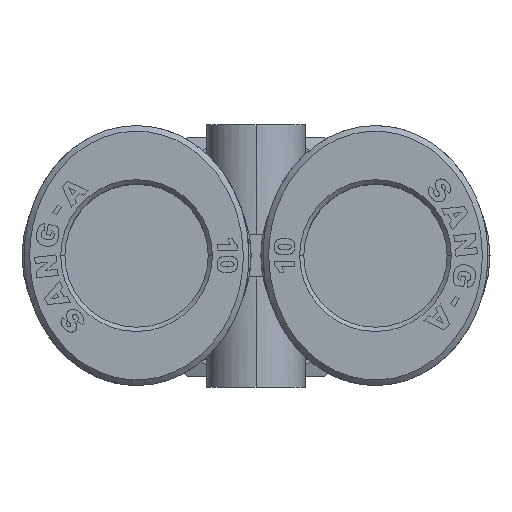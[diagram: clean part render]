
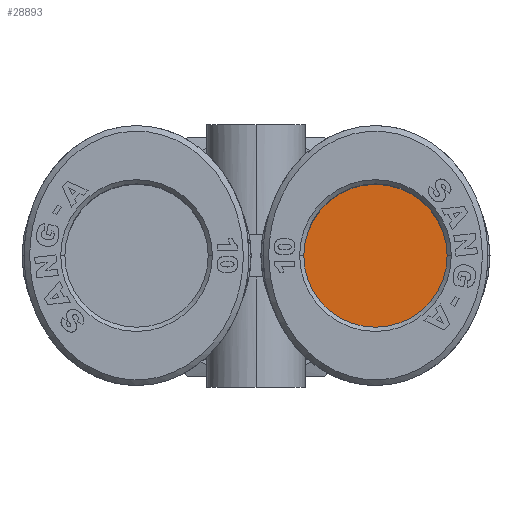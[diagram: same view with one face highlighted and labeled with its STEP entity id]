
A CAD part, top view. The second image highlights one B-rep face of the part: STEP entity #28893.
In plain terms, the highlighted face is planar.
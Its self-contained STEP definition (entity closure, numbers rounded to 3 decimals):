
#1347=CARTESIAN_POINT('',(-3.633,0.,-22.1));
#1348=VERTEX_POINT('',#1347);
#1357=CARTESIAN_POINT('',(-3.633,0.,-11.9));
#1358=VERTEX_POINT('',#1357);
#1359=CARTESIAN_POINT('',(-3.633,0.,-17.0));
#1360=DIRECTION('',(-1.0,0.0,0.0));
#1361=DIRECTION('',(0.0,0.0,-1.0));
#1362=AXIS2_PLACEMENT_3D('',#1359,#1360,#1361);
#1363=CIRCLE('',#1362,5.1);
#1364=EDGE_CURVE('',#1348,#1358,#1363,.T.);
#28874=CARTESIAN_POINT('',(-3.633,0.,-17.0));
#28875=DIRECTION('',(-1.0,0.0,0.0));
#28876=DIRECTION('',(0.0,0.0,-1.0));
#28877=AXIS2_PLACEMENT_3D('',#28874,#28875,#28876);
#28878=CIRCLE('',#28877,5.1);
#28879=EDGE_CURVE('',#1358,#1348,#28878,.T.);
#28884=CARTESIAN_POINT('',(-3.633,0.,-17.0));
#28885=DIRECTION('',(-1.0,0.0,0.0));
#28886=DIRECTION('',(0.0,0.0,-1.0));
#28887=AXIS2_PLACEMENT_3D('',#28884,#28885,#28886);
#28888=PLANE('',#28887);
#28889=ORIENTED_EDGE('',*,*,#1364,.F.);
#28890=ORIENTED_EDGE('',*,*,#28879,.F.);
#28891=EDGE_LOOP('',(#28889,#28890));
#28892=FACE_OUTER_BOUND('',#28891,.T.);
#28893=ADVANCED_FACE('',(#28892),#28888,.F.);
